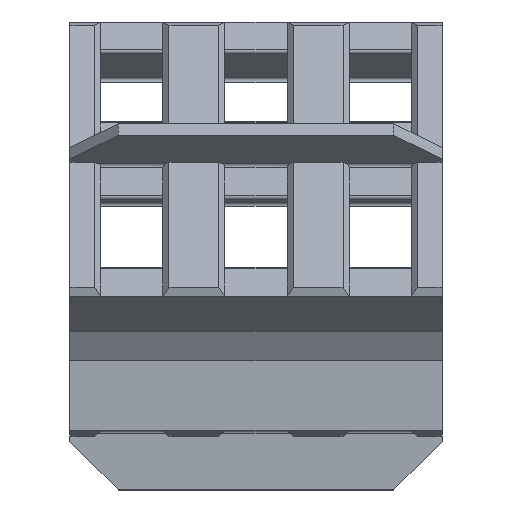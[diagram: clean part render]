
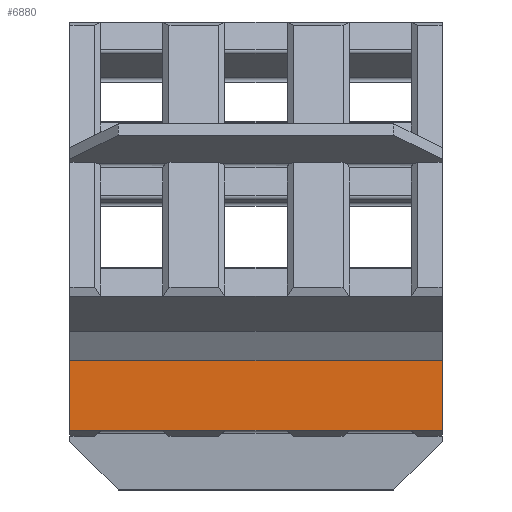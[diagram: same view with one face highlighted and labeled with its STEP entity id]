
A CAD part, left-side view. The second image highlights one B-rep face of the part: STEP entity #6880.
In plain terms, the highlighted planar face has unit normal (-1, 0, 0).
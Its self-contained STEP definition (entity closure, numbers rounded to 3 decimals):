
#179 = LINE ( 'NONE', #6145, #8889 ) ;
#548 = EDGE_CURVE ( 'NONE', #8949, #7173, #179, .T. ) ;
#557 = VERTEX_POINT ( 'NONE', #3556 ) ;
#632 = AXIS2_PLACEMENT_3D ( 'NONE', #9811, #3924, #6305 ) ;
#813 = CARTESIAN_POINT ( 'NONE',  ( -26.291, 51.5, -30.029 ) ) ;
#916 = ORIENTED_EDGE ( 'NONE', *, *, #9030, .F. ) ;
#918 = VECTOR ( 'NONE', #7796, 1000. ) ;
#1324 = DIRECTION ( 'NONE',  ( 0., 1., 0. ) ) ;
#1431 = VERTEX_POINT ( 'NONE', #813 ) ;
#1464 = EDGE_CURVE ( 'NONE', #8717, #557, #10705, .T. ) ;
#1823 = LINE ( 'NONE', #8423, #7531 ) ;
#1962 = CARTESIAN_POINT ( 'NONE',  ( -26.291, -5.15, -30.029 ) ) ;
#2067 = CARTESIAN_POINT ( 'NONE',  ( -26.291, 25.75, -30.029 ) ) ;
#2101 = VECTOR ( 'NONE', #1324, 1000. ) ;
#2102 = DIRECTION ( 'NONE',  ( 0., 0., 1. ) ) ;
#2389 = VERTEX_POINT ( 'NONE', #1962 ) ;
#2439 = CARTESIAN_POINT ( 'NONE',  ( -26.291, -10.3, -30.029 ) ) ;
#2468 = ORIENTED_EDGE ( 'NONE', *, *, #2720, .F. ) ;
#2487 = VERTEX_POINT ( 'NONE', #2439 ) ;
#2578 = VECTOR ( 'NONE', #3369, 1000. ) ;
#2687 = EDGE_CURVE ( 'NONE', #6852, #6365, #5042, .T. ) ;
#2720 = EDGE_CURVE ( 'NONE', #1431, #6365, #2817, .T. ) ;
#2748 = DIRECTION ( 'NONE',  ( 0., 1., 0. ) ) ;
#2788 = CARTESIAN_POINT ( 'NONE',  ( -26.291, 5.15, -30.029 ) ) ;
#2817 = LINE ( 'NONE', #7735, #7496 ) ;
#3262 = ORIENTED_EDGE ( 'NONE', *, *, #6715, .F. ) ;
#3314 = DIRECTION ( 'NONE',  ( 0., 1., 0. ) ) ;
#3369 = DIRECTION ( 'NONE',  ( 0., 1., 0. ) ) ;
#3387 = EDGE_LOOP ( 'NONE', ( #916, #10374, #10111, #8638, #4737, #2468, #3262, #5624, #5089, #5726 ) ) ;
#3510 = CARTESIAN_POINT ( 'NONE',  ( -26.291, -5.15, -30.029 ) ) ;
#3550 = CARTESIAN_POINT ( 'NONE',  ( -26.291, 15.45, -30.029 ) ) ;
#3556 = CARTESIAN_POINT ( 'NONE',  ( -26.291, 46.35, -30.029 ) ) ;
#3636 = DIRECTION ( 'NONE',  ( 0., 1., 0. ) ) ;
#3815 = VERTEX_POINT ( 'NONE', #2788 ) ;
#3924 = DIRECTION ( 'NONE',  ( -1., 0., 0. ) ) ;
#4117 = CARTESIAN_POINT ( 'NONE',  ( -26.291, 36.05, -30.029 ) ) ;
#4433 = VECTOR ( 'NONE', #7092, 1000. ) ;
#4737 = ORIENTED_EDGE ( 'NONE', *, *, #2687, .T. ) ;
#5042 = LINE ( 'NONE', #10065, #8358 ) ;
#5089 = ORIENTED_EDGE ( 'NONE', *, *, #8549, .F. ) ;
#5175 = DIRECTION ( 'NONE',  ( 0., 1., 0. ) ) ;
#5247 = VECTOR ( 'NONE', #3314, 1000. ) ;
#5423 = LINE ( 'NONE', #9425, #918 ) ;
#5536 = LINE ( 'NONE', #9102, #5247 ) ;
#5546 = PLANE ( 'NONE',  #632 ) ;
#5624 = ORIENTED_EDGE ( 'NONE', *, *, #1464, .F. ) ;
#5726 = ORIENTED_EDGE ( 'NONE', *, *, #548, .F. ) ;
#6031 = VECTOR ( 'NONE', #7763, 1000. ) ;
#6145 = CARTESIAN_POINT ( 'NONE',  ( -26.291, 15.45, -30.029 ) ) ;
#6155 = LINE ( 'NONE', #3510, #6031 ) ;
#6305 = DIRECTION ( 'NONE',  ( 0., 0., 1. ) ) ;
#6320 = CARTESIAN_POINT ( 'NONE',  ( -26.291, -10.3, -30.029 ) ) ;
#6365 = VERTEX_POINT ( 'NONE', #10018 ) ;
#6412 = FACE_OUTER_BOUND ( 'NONE', #3387, .T. ) ;
#6715 = EDGE_CURVE ( 'NONE', #557, #1431, #1823, .T. ) ;
#6852 = VERTEX_POINT ( 'NONE', #10453 ) ;
#6880 = ADVANCED_FACE ( 'NONE', ( #6412 ), #5546, .T. ) ;
#7073 = LINE ( 'NONE', #6320, #2101 ) ;
#7092 = DIRECTION ( 'NONE',  ( 0., 0., 1. ) ) ;
#7173 = VERTEX_POINT ( 'NONE', #2067 ) ;
#7250 = EDGE_CURVE ( 'NONE', #2487, #6852, #10495, .T. ) ;
#7496 = VECTOR ( 'NONE', #2102, 1000. ) ;
#7531 = VECTOR ( 'NONE', #2748, 1000. ) ;
#7735 = CARTESIAN_POINT ( 'NONE',  ( -26.291, 51.5, 0. ) ) ;
#7763 = DIRECTION ( 'NONE',  ( 0., 1., 0. ) ) ;
#7796 = DIRECTION ( 'NONE',  ( 0., 1., 0. ) ) ;
#8073 = EDGE_CURVE ( 'NONE', #2487, #2389, #7073, .T. ) ;
#8358 = VECTOR ( 'NONE', #3636, 1000. ) ;
#8423 = CARTESIAN_POINT ( 'NONE',  ( -26.291, 30.9, -30.029 ) ) ;
#8549 = EDGE_CURVE ( 'NONE', #7173, #8717, #5536, .T. ) ;
#8638 = ORIENTED_EDGE ( 'NONE', *, *, #7250, .T. ) ;
#8717 = VERTEX_POINT ( 'NONE', #9722 ) ;
#8889 = VECTOR ( 'NONE', #5175, 1000. ) ;
#8949 = VERTEX_POINT ( 'NONE', #3550 ) ;
#9030 = EDGE_CURVE ( 'NONE', #3815, #8949, #5423, .T. ) ;
#9102 = CARTESIAN_POINT ( 'NONE',  ( -26.291, 10.3, -30.029 ) ) ;
#9425 = CARTESIAN_POINT ( 'NONE',  ( -26.291, 10.3, -30.029 ) ) ;
#9581 = CARTESIAN_POINT ( 'NONE',  ( -26.291, -10.3, 0. ) ) ;
#9663 = EDGE_CURVE ( 'NONE', #2389, #3815, #6155, .T. ) ;
#9722 = CARTESIAN_POINT ( 'NONE',  ( -26.291, 36.05, -30.029 ) ) ;
#9811 = CARTESIAN_POINT ( 'NONE',  ( -26.291, 10.3, 0. ) ) ;
#10018 = CARTESIAN_POINT ( 'NONE',  ( -26.291, 51.5, -18.463 ) ) ;
#10065 = CARTESIAN_POINT ( 'NONE',  ( -26.291, 10.3, -18.463 ) ) ;
#10111 = ORIENTED_EDGE ( 'NONE', *, *, #8073, .F. ) ;
#10374 = ORIENTED_EDGE ( 'NONE', *, *, #9663, .F. ) ;
#10453 = CARTESIAN_POINT ( 'NONE',  ( -26.291, -10.3, -18.463 ) ) ;
#10495 = LINE ( 'NONE', #9581, #4433 ) ;
#10705 = LINE ( 'NONE', #4117, #2578 ) ;
